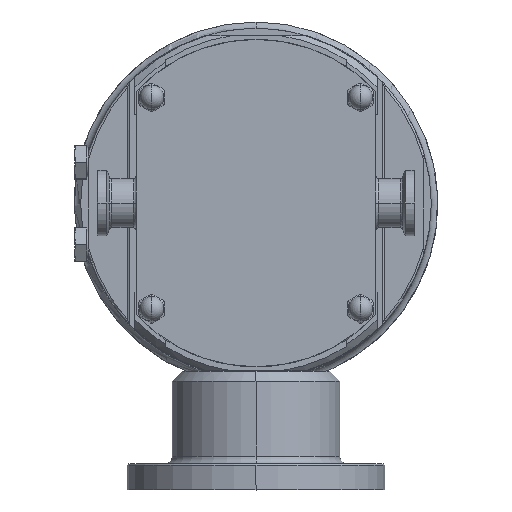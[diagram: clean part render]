
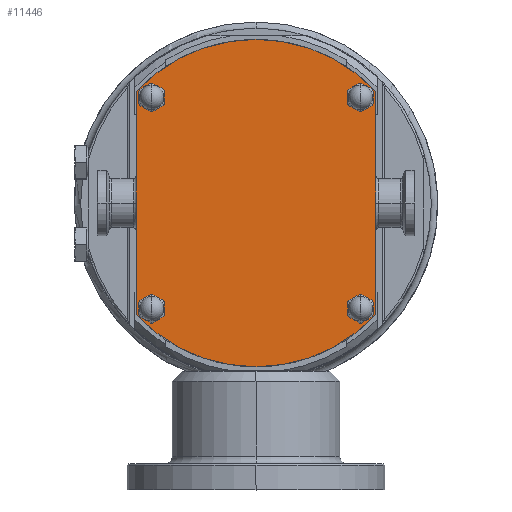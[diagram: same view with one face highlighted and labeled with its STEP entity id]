
A CAD part, top view. The second image highlights one B-rep face of the part: STEP entity #11446.
In plain terms, the highlighted planar face has unit normal (0, 0, 1).
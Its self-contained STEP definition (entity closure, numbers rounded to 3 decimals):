
#333=DIRECTION('',(0.,-1.,0.));
#334=VECTOR('',#333,86.487);
#335=CARTESIAN_POINT('',(46.5,43.243,88.025));
#336=LINE('',#335,#334);
#337=CARTESIAN_POINT('',(0.,0.,88.025));
#338=DIRECTION('',(0.,0.,-1.));
#339=DIRECTION('',(0.732,-0.681,0.));
#340=AXIS2_PLACEMENT_3D('',#337,#338,#339);
#342=DIRECTION('',(0.,1.,0.));
#343=VECTOR('',#342,86.487);
#344=CARTESIAN_POINT('',(-46.5,-43.243,88.025));
#345=LINE('',#344,#343);
#346=CARTESIAN_POINT('',(0.,0.,88.025));
#347=DIRECTION('',(0.,0.,-1.));
#348=DIRECTION('',(-0.732,0.681,0.));
#349=AXIS2_PLACEMENT_3D('',#346,#347,#348);
#351=CARTESIAN_POINT('',(40.5,41.,88.025));
#352=DIRECTION('',(0.,0.,1.));
#353=DIRECTION('',(0.,1.,0.));
#354=AXIS2_PLACEMENT_3D('',#351,#352,#353);
#356=CARTESIAN_POINT('',(40.5,41.,88.025));
#357=DIRECTION('',(0.,0.,1.));
#358=DIRECTION('',(0.,-1.,0.));
#359=AXIS2_PLACEMENT_3D('',#356,#357,#358);
#361=CARTESIAN_POINT('',(-40.5,41.,88.025));
#362=DIRECTION('',(0.,0.,1.));
#363=DIRECTION('',(0.,1.,0.));
#364=AXIS2_PLACEMENT_3D('',#361,#362,#363);
#366=CARTESIAN_POINT('',(-40.5,41.,88.025));
#367=DIRECTION('',(0.,0.,1.));
#368=DIRECTION('',(0.,-1.,0.));
#369=AXIS2_PLACEMENT_3D('',#366,#367,#368);
#371=CARTESIAN_POINT('',(40.5,-41.,88.025));
#372=DIRECTION('',(0.,0.,1.));
#373=DIRECTION('',(0.,1.,0.));
#374=AXIS2_PLACEMENT_3D('',#371,#372,#373);
#376=CARTESIAN_POINT('',(40.5,-41.,88.025));
#377=DIRECTION('',(0.,0.,1.));
#378=DIRECTION('',(0.,-1.,0.));
#379=AXIS2_PLACEMENT_3D('',#376,#377,#378);
#381=CARTESIAN_POINT('',(-40.5,-41.,88.025));
#382=DIRECTION('',(0.,0.,1.));
#383=DIRECTION('',(0.,1.,0.));
#384=AXIS2_PLACEMENT_3D('',#381,#382,#383);
#386=CARTESIAN_POINT('',(-40.5,-41.,88.025));
#387=DIRECTION('',(0.,0.,1.));
#388=DIRECTION('',(0.,-1.,0.));
#389=AXIS2_PLACEMENT_3D('',#386,#387,#388);
#10601=CARTESIAN_POINT('',(-46.5,43.243,88.025));
#10602=CARTESIAN_POINT('',(46.5,43.243,88.025));
#10603=VERTEX_POINT('',#10601);
#10604=VERTEX_POINT('',#10602);
#10605=CARTESIAN_POINT('',(46.5,-43.243,88.025));
#10606=CARTESIAN_POINT('',(-46.5,-43.243,88.025));
#10607=VERTEX_POINT('',#10605);
#10608=VERTEX_POINT('',#10606);
#10675=CARTESIAN_POINT('',(40.5,45.75,88.025));
#10676=CARTESIAN_POINT('',(40.5,36.25,88.025));
#10677=VERTEX_POINT('',#10675);
#10678=VERTEX_POINT('',#10676);
#10745=CARTESIAN_POINT('',(-40.5,45.75,88.025));
#10746=CARTESIAN_POINT('',(-40.5,36.25,88.025));
#10747=VERTEX_POINT('',#10745);
#10748=VERTEX_POINT('',#10746);
#10815=CARTESIAN_POINT('',(40.5,-36.25,88.025));
#10816=CARTESIAN_POINT('',(40.5,-45.75,88.025));
#10817=VERTEX_POINT('',#10815);
#10818=VERTEX_POINT('',#10816);
#10885=CARTESIAN_POINT('',(-40.5,-36.25,88.025));
#10886=CARTESIAN_POINT('',(-40.5,-45.75,88.025));
#10887=VERTEX_POINT('',#10885);
#10888=VERTEX_POINT('',#10886);
#11411=CARTESIAN_POINT('',(0.,0.,88.025));
#11412=DIRECTION('',(0.,0.,1.));
#11413=DIRECTION('',(1.,0.,0.));
#11414=AXIS2_PLACEMENT_3D('',#11411,#11412,#11413);
#11415=PLANE('',#11414);
#11416=ORIENTED_EDGE('',*,*,#11332,.T.);
#11417=ORIENTED_EDGE('',*,*,#11356,.T.);
#11418=ORIENTED_EDGE('',*,*,#11375,.T.);
#11419=ORIENTED_EDGE('',*,*,#11399,.T.);
#11420=EDGE_LOOP('',(#11416,#11417,#11418,#11419));
#11421=FACE_OUTER_BOUND('',#11420,.F.);
#11423=ORIENTED_EDGE('',*,*,#11422,.T.);
#11425=ORIENTED_EDGE('',*,*,#11424,.T.);
#11426=EDGE_LOOP('',(#11423,#11425));
#11427=FACE_BOUND('',#11426,.F.);
#11429=ORIENTED_EDGE('',*,*,#11428,.T.);
#11431=ORIENTED_EDGE('',*,*,#11430,.T.);
#11432=EDGE_LOOP('',(#11429,#11431));
#11433=FACE_BOUND('',#11432,.F.);
#11435=ORIENTED_EDGE('',*,*,#11434,.T.);
#11437=ORIENTED_EDGE('',*,*,#11436,.T.);
#11438=EDGE_LOOP('',(#11435,#11437));
#11439=FACE_BOUND('',#11438,.F.);
#11441=ORIENTED_EDGE('',*,*,#11440,.T.);
#11443=ORIENTED_EDGE('',*,*,#11442,.T.);
#11444=EDGE_LOOP('',(#11441,#11443));
#11445=FACE_BOUND('',#11444,.F.);
#11446=ADVANCED_FACE('',(#11421,#11427,#11433,#11439,#11445),#11415,.T.);
#341=CIRCLE('',#340,63.5);
#350=CIRCLE('',#349,63.5);
#355=CIRCLE('',#354,4.75);
#360=CIRCLE('',#359,4.75);
#365=CIRCLE('',#364,4.75);
#370=CIRCLE('',#369,4.75);
#375=CIRCLE('',#374,4.75);
#380=CIRCLE('',#379,4.75);
#385=CIRCLE('',#384,4.75);
#390=CIRCLE('',#389,4.75);
#11332=EDGE_CURVE('',#10604,#10607,#336,.T.);
#11356=EDGE_CURVE('',#10607,#10608,#341,.T.);
#11375=EDGE_CURVE('',#10608,#10603,#345,.T.);
#11399=EDGE_CURVE('',#10603,#10604,#350,.T.);
#11422=EDGE_CURVE('',#10677,#10678,#355,.T.);
#11424=EDGE_CURVE('',#10678,#10677,#360,.T.);
#11428=EDGE_CURVE('',#10747,#10748,#365,.T.);
#11430=EDGE_CURVE('',#10748,#10747,#370,.T.);
#11434=EDGE_CURVE('',#10817,#10818,#375,.T.);
#11436=EDGE_CURVE('',#10818,#10817,#380,.T.);
#11440=EDGE_CURVE('',#10887,#10888,#385,.T.);
#11442=EDGE_CURVE('',#10888,#10887,#390,.T.);
